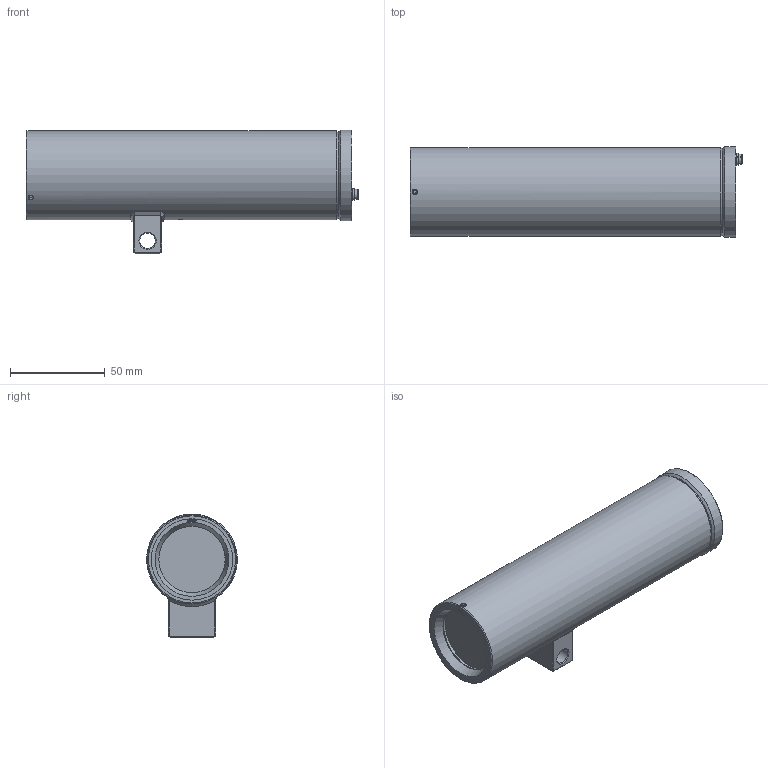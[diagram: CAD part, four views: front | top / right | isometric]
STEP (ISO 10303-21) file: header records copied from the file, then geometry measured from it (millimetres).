
FILE_DESCRIPTION(/* description */ ('1GH00044'),/* implementation_level */ '2;1');
FILE_NAME(/* name */ '240905-TAU-AK-3D T08-VA0.4.K1.BOR-N.H-XXX.X-X.stp',/* time_stamp */ '2024-09-05T15:36:11+02:00',/* author */ ('Alexander Kruse'),/* organization */ (''),/* preprocessor_version */ 'ST-DEVELOPER v20',/* originating_system */ 'Autodesk Inventor 2025',/* authorisation */ '');
FILE_SCHEMA (('AUTOMOTIVE_DESIGN { 1 0 10303 214 3 1 1 }'));
Length unit declared in the file: millimetre
Products named in the file (19): T07-VA0.4.K1.BOR_(Ex d enlosure); T07_VA0.4.R_bare_rev.03 (temp); T07_VA0.4.R_bare_rev.03 (temp)_1; T07_VA0.4.R_bare_rev.02; VA1.2.R_Nocke (M8)_rev.00; T07_VA0.x.K1_bare_rev.00; T07_VA0.x Gylon Dichtung_rev.00; T07_VA0.x.BOR_compound; Silikonpufferring_rev.03; Silikonpassring_rev.01; Borosilikatglas DIN 7080-1_40x12; T07_VA0.x.BOR_Passring_bare_rev.05; Erdungsschraube_VA0.x; DIN 84 - M3 x 4; DIN 433 - 3,2; VA0.x Gehäuseschraubengarnitur; ISO 4762  - M3 x 10; DIN 128 - A3; DIN 913 - M3 x 3
Assembly tree (25 placements, depth 3):
  T07-VA0.4.K1.BOR_(Ex d enlosure)
    T07_VA0.4.R_bare_rev.03 (temp)
      T07_VA0.4.R_bare_rev.03 (temp)_1
      T07_VA0.4.R_bare_rev.02
      VA1.2.R_Nocke (M8)_rev.00
    T07_VA0.x.K1_bare_rev.00
    T07_VA0.x Gylon Dichtung_rev.00
    T07_VA0.x.BOR_compound
    Silikonpufferring_rev.03
    Silikonpassring_rev.01
    Borosilikatglas DIN 7080-1_40x12
    T07_VA0.x.BOR_Passring_bare_rev.05
    Erdungsschraube_VA0.x
      DIN 84 - M3 x 4
      DIN 128 - A3
      DIN 433 - 3,2
    VA0.x Gehäuseschraubengarnitur  x6
      ISO 4762  - M3 x 10
      DIN 128 - A3
    DIN 913 - M3 x 3  x2
Bounding box: 175.4 x 48 x 65.5 mm (x, y, z)
Volume: 94635.7 mm3; surface area: 74130 mm2
Topology: 27 solids, 27 shells, 723 faces, 1848 edges, 1214 vertices
Faces by surface type: plane 272, bspline 197, cylinder 137, cone 77, torus 40
Full cylindrical faces by diameter (mm): 2.459 x16, 2.5 x6, 2.729 x1, 2.8 x3, 3 x9, 3.2 x1, 3.4 x6, 5.5 x6, 6 x1, 6.5 x6, 8.1 x1, 18.376 x1, 32 x1, 35 x5, 35.5 x1, 36 x1, 40 x2, 42.5 x1, 43 x5, 46 x1, 47 x1, 48 x1
Entity records: 20823 total; most frequent: CARTESIAN_POINT 6725, ORIENTED_EDGE 2954, DIRECTION 2258, EDGE_CURVE 1477, VERTEX_POINT 979, AXIS2_PLACEMENT_3D 768, LINE 722, VECTOR 722
